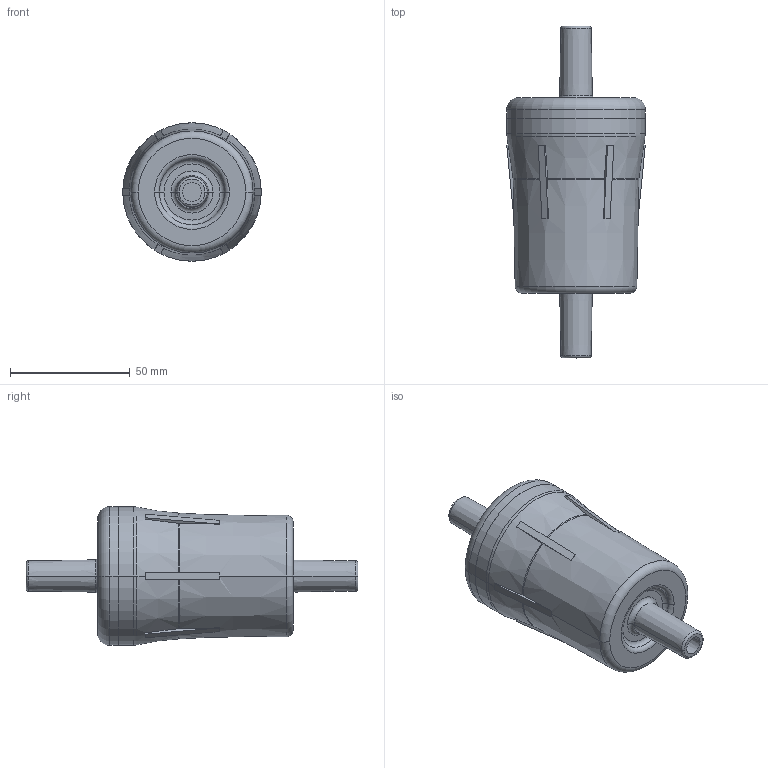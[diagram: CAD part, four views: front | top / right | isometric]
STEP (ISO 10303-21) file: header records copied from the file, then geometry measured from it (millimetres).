
FILE_DESCRIPTION (( 'STEP AP203' ), '1' );
FILE_NAME ('DIF-LN-XX.STEP', '2025-03-05T09:55:58', ( '' ), ( '' ), 'SwSTEP 2.0', 'SolidWorks 2024', '' );
FILE_SCHEMA (( 'CONFIG_CONTROL_DESIGN' ));
Length unit declared in the file: millimetre
Products named in the file (5): DIF-LN-XX; DIF-L BUTTON; DIF-L BODY; 25-64-xx Element; DIF-L CAP
Assembly tree (4 placements, depth 2):
  DIF-LN-XX
    DIF-L BODY
    25-64-xx Element
    DIF-L CAP
    DIF-L BUTTON
Bounding box: 58 x 138.87 x 58 mm (x, y, z)
Volume: 89988.1 mm3; surface area: 54806.6 mm2
Topology: 4 solids, 4 shells, 180 faces, 436 edges, 276 vertices
Faces by surface type: plane 76, cylinder 48, torus 38, cone 18
Entity records: 6031 total; most frequent: CARTESIAN_POINT 1183, DIRECTION 978, ORIENTED_EDGE 872, EDGE_CURVE 436, AXIS2_PLACEMENT_3D 399, VERTEX_POINT 276, CIRCLE 212, EDGE_LOOP 198
